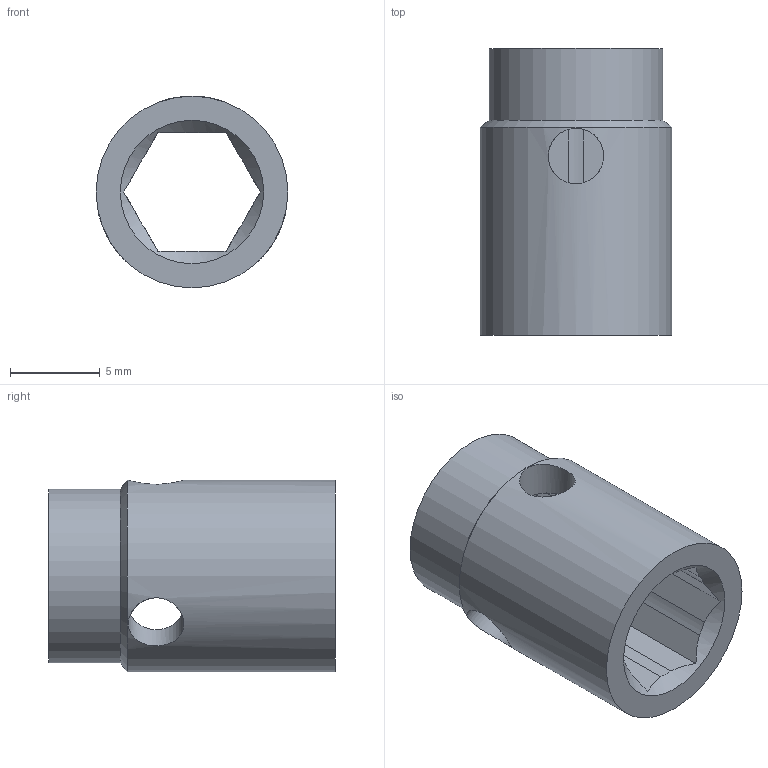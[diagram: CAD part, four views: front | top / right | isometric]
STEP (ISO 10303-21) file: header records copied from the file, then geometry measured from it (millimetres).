
FILE_DESCRIPTION(('FreeCAD Model'),'2;1');
FILE_NAME('Open CASCADE Shape Model','2024-03-19T16:44:19',(''),(''), 'Open CASCADE STEP processor 7.6','FreeCAD','Unknown');
FILE_SCHEMA(('AUTOMOTIVE_DESIGN { 1 0 10303 214 1 1 1 1 }'));
Length unit declared in the file: millimetre
Products named in the file (1): STB10-IM12M8
Bounding box: 10.7 x 16 x 10.7 mm (x, y, z)
Volume: 714.8 mm3; surface area: 984.2 mm2
Topology: 1 solids, 1 shells, 31 faces, 95 edges, 63 vertices
Faces by surface type: plane 14, cylinder 14, cone 3
Full cylindrical faces by diameter (mm): 3.1 x3, 9.7 x1, 10.7 x1
Entity records: 3692 total; most frequent: CARTESIAN_POINT 1726, DIRECTION 271, ORIENTED_EDGE 190, PCURVE 190, DEFINITIONAL_REPRESENTATION 190, LINE 134, VECTOR 134, B_SPLINE_CURVE_WITH_KNOTS 107
